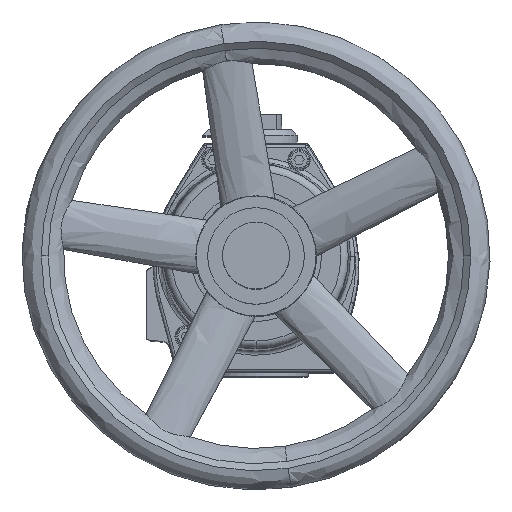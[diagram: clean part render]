
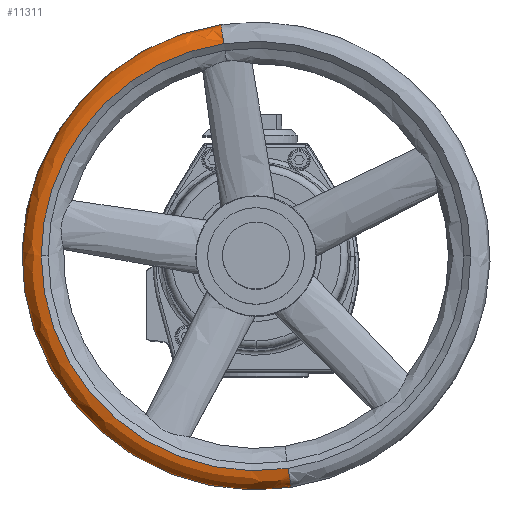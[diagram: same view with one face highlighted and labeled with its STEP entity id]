
A CAD part, top view. The second image highlights one B-rep face of the part: STEP entity #11311.
In plain terms, the highlighted free-form (B-spline) face has degree [3, 3] with [4, 4] control points.
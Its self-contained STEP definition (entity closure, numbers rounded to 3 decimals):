
#361 = CARTESIAN_POINT ( 'NONE',  ( -21.635, 142.871, -185.6 ) ) ;
#587 = CARTESIAN_POINT ( 'NONE',  ( -23.581, 155.725, -190.985 ) ) ;
#655 = CARTESIAN_POINT ( 'NONE',  ( 22.775, -150.401, -185.6 ) ) ;
#719 = CARTESIAN_POINT ( 'NONE',  ( -335.031, 108.562, -198.6 ) ) ;
#774 = CARTESIAN_POINT ( 'NONE',  ( 23.581, -155.725, -198.6 ) ) ;
#1095 = ORIENTED_EDGE ( 'NONE', *, *, #3413, .F. ) ;
#1179 = AXIS2_PLACEMENT_3D ( 'NONE', #11370, #3610, #17470 ) ;
#1333 = DIRECTION ( 'NONE',  ( 0.15, -0.989, 0. ) ) ;
#1873 =( BOUNDED_SURFACE ( )  B_SPLINE_SURFACE ( 3, 3, ( 
 ( #8408, #9944, #719, #15983 ),
 ( #9879, #6775, #18992, #587 ),
 ( #655, #11301, #11488, #5158 ),
 ( #18857, #19050, #11423, #17523 ) ),
 .UNSPECIFIED., .F., .F., .T. ) 
 B_SPLINE_SURFACE_WITH_KNOTS ( ( 4, 4 ),
 ( 4, 4 ),
 ( 0., 1. ),
 ( 0., 1. ),
 .UNSPECIFIED. ) 
 GEOMETRIC_REPRESENTATION_ITEM ( )  RATIONAL_B_SPLINE_SURFACE ( (
 ( 1., 0.333, 0.333, 1.),
 ( 0.805, 0.268, 0.268, 0.805),
 ( 0.805, 0.268, 0.268, 0.805),
 ( 1., 0.333, 0.333, 1.) ) ) 
 REPRESENTATION_ITEM ( '' )  SURFACE ( )  );
#2205 = EDGE_CURVE ( 'NONE', #18480, #13519, #4978, .T. ) ;
#3259 = EDGE_CURVE ( 'NONE', #10026, #9149, #7122, .T. ) ;
#3280 = EDGE_CURVE ( 'NONE', #8686, #10026, #11220, .T. ) ;
#3413 = EDGE_CURVE ( 'NONE', #13519, #9149, #7325, .T. ) ;
#3610 = DIRECTION ( 'NONE',  ( 0., 0., -1. ) ) ;
#3929 = DIRECTION ( 'NONE',  ( 0., 0., -1. ) ) ;
#4966 = CARTESIAN_POINT ( 'NONE',  ( 0., 0., -185.6 ) ) ;
#4978 = CIRCLE ( 'NONE', #16130, 157.5 ) ;
#5034 = EDGE_LOOP ( 'NONE', ( #1095, #14556, #8736, #17629, #5513 ) ) ;
#5158 = CARTESIAN_POINT ( 'NONE',  ( -22.775, 150.401, -185.6 ) ) ;
#5513 = ORIENTED_EDGE ( 'NONE', *, *, #3259, .T. ) ;
#6127 = CIRCLE ( 'NONE', #15939, 13. ) ;
#6775 = CARTESIAN_POINT ( 'NONE',  ( -287.868, -202.887, -190.985 ) ) ;
#7122 = CIRCLE ( 'NONE', #1179, 144.5 ) ;
#7200 = DIRECTION ( 'NONE',  ( 0.989, 0.15, 0. ) ) ;
#7325 = CIRCLE ( 'NONE', #17037, 13. ) ;
#7391 = AXIS2_PLACEMENT_3D ( 'NONE', #4966, #3929, #10091 ) ;
#8408 = CARTESIAN_POINT ( 'NONE',  ( 23.581, -155.725, -198.6 ) ) ;
#8686 = VERTEX_POINT ( 'NONE', #18355 ) ;
#8736 = ORIENTED_EDGE ( 'NONE', *, *, #15106, .T. ) ;
#9036 = CARTESIAN_POINT ( 'NONE',  ( 0., 0., -198.6 ) ) ;
#9149 = VERTEX_POINT ( 'NONE', #361 ) ;
#9762 = FACE_OUTER_BOUND ( 'NONE', #5034, .T. ) ;
#9879 = CARTESIAN_POINT ( 'NONE',  ( 23.581, -155.725, -190.985 ) ) ;
#9944 = CARTESIAN_POINT ( 'NONE',  ( -287.868, -202.887, -198.6 ) ) ;
#10026 = VERTEX_POINT ( 'NONE', #19032 ) ;
#10091 = DIRECTION ( 'NONE',  ( -0.15, 0.989, 0. ) ) ;
#10156 = DIRECTION ( 'NONE',  ( -0.989, -0.15, 0. ) ) ;
#11220 = CIRCLE ( 'NONE', #7391, 144.5 ) ;
#11301 = CARTESIAN_POINT ( 'NONE',  ( -278.026, -195.951, -185.6 ) ) ;
#11311 = ADVANCED_FACE ( 'NONE', ( #9762 ), #1873, .T. ) ;
#11370 = CARTESIAN_POINT ( 'NONE',  ( 0., 0., -185.6 ) ) ;
#11423 = CARTESIAN_POINT ( 'NONE',  ( -307.377, 99.601, -185.6 ) ) ;
#11488 = CARTESIAN_POINT ( 'NONE',  ( -323.576, 104.85, -185.6 ) ) ;
#13519 = VERTEX_POINT ( 'NONE', #17865 ) ;
#13575 = CARTESIAN_POINT ( 'NONE',  ( -21.635, 142.871, -198.6 ) ) ;
#14556 = ORIENTED_EDGE ( 'NONE', *, *, #2205, .F. ) ;
#14663 = CARTESIAN_POINT ( 'NONE',  ( 21.635, -142.871, -198.6 ) ) ;
#14785 = DIRECTION ( 'NONE',  ( -0.15, 0.989, 0. ) ) ;
#15106 = EDGE_CURVE ( 'NONE', #18480, #8686, #6127, .T. ) ;
#15939 = AXIS2_PLACEMENT_3D ( 'NONE', #14663, #10156, #16004 ) ;
#15983 = CARTESIAN_POINT ( 'NONE',  ( -23.581, 155.725, -198.6 ) ) ;
#16004 = DIRECTION ( 'NONE',  ( 0.15, -0.989, 0. ) ) ;
#16130 = AXIS2_PLACEMENT_3D ( 'NONE', #9036, #19735, #1333 ) ;
#17037 = AXIS2_PLACEMENT_3D ( 'NONE', #13575, #7200, #14785 ) ;
#17470 = DIRECTION ( 'NONE',  ( -0.15, 0.989, 0. ) ) ;
#17523 = CARTESIAN_POINT ( 'NONE',  ( -21.635, 142.871, -185.6 ) ) ;
#17629 = ORIENTED_EDGE ( 'NONE', *, *, #3280, .T. ) ;
#17865 = CARTESIAN_POINT ( 'NONE',  ( -23.581, 155.725, -198.6 ) ) ;
#18355 = CARTESIAN_POINT ( 'NONE',  ( 21.635, -142.871, -185.6 ) ) ;
#18480 = VERTEX_POINT ( 'NONE', #774 ) ;
#18857 = CARTESIAN_POINT ( 'NONE',  ( 21.635, -142.871, -185.6 ) ) ;
#18992 = CARTESIAN_POINT ( 'NONE',  ( -335.031, 108.562, -190.985 ) ) ;
#19032 = CARTESIAN_POINT ( 'NONE',  ( -144.5, 0., -185.6 ) ) ;
#19050 = CARTESIAN_POINT ( 'NONE',  ( -264.107, -186.141, -185.6 ) ) ;
#19735 = DIRECTION ( 'NONE',  ( 0., 0., -1. ) ) ;
